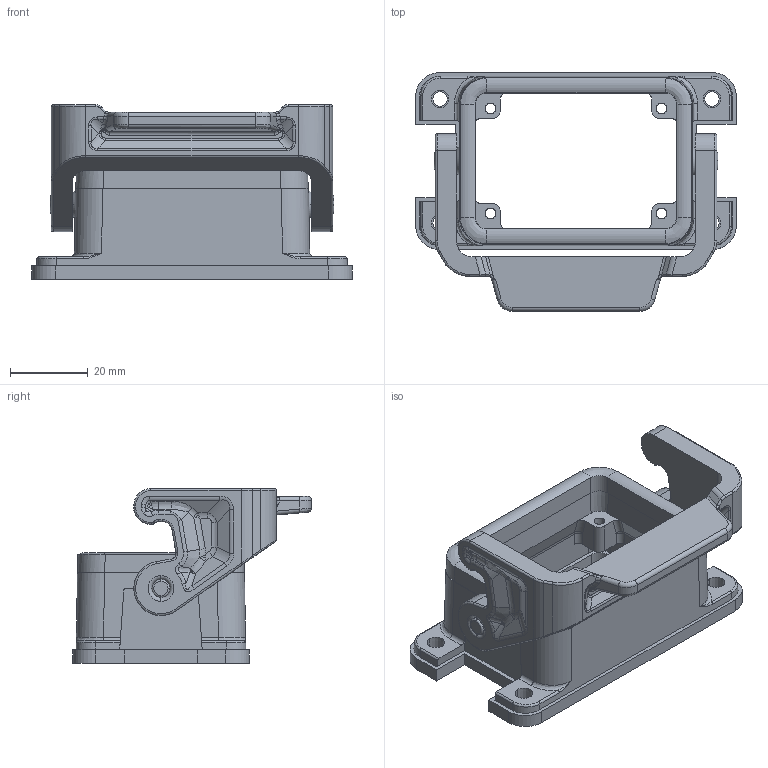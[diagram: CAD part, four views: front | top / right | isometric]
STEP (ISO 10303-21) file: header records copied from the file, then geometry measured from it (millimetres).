
FILE_DESCRIPTION(('Creo Elements/Direct Modeling STEP Export'),'2;1');
FILE_NAME('0ln7uvk5tno8r84968','2023-11-15T16:35:26',(''),(''),'Creo Elements/Direct Modeling STEP processor for AP214 (Solid Model)','Creo Elements/Direct Modeling 20.1B 02-Apr-2019 (C) Parametric Technology GmbH','');
FILE_SCHEMA(('AUTOMOTIVE_DESIGN { 1 0 10303 214 1 1 1 1 }'));
Products named in the file (2): JPI 06 L
Assembly tree (1 placements, depth 2):
  JPI 06 L
    JPI 06 L
Bounding box: 82.5 x 61.5 x 45 mm (x, y, z)
Volume: 36399 mm3; surface area: 23392.1 mm2
Topology: 1 solids, 1 shells, 556 faces, 1398 edges, 850 vertices
Faces by surface type: cylinder 198, plane 164, bspline 140, torus 34, cone 20
Entity records: 45055 total; most frequent: CARTESIAN_POINT 28901, ORIENTED_EDGE 2784, DIRECTION 1977, EDGE_CURVE 1392, VERTEX_POINT 850, AXIS2_PLACEMENT_3D 692, VECTOR 593, LINE 593
